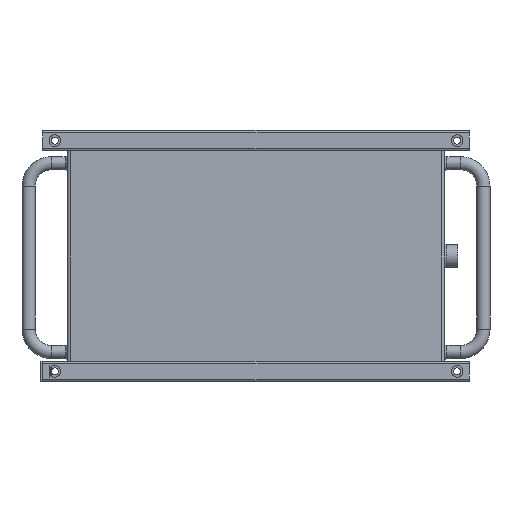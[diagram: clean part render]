
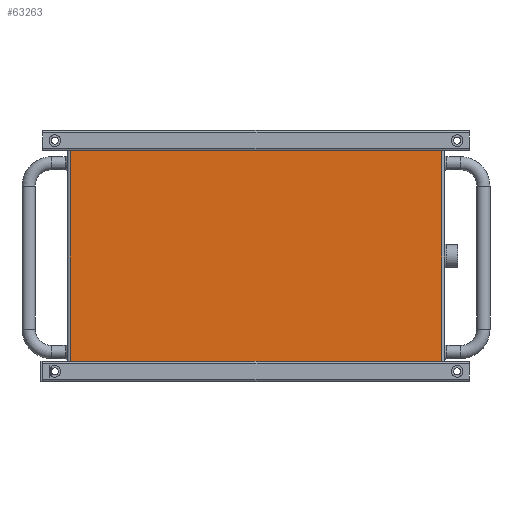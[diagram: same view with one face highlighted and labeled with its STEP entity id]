
A CAD part, front view. The second image highlights one B-rep face of the part: STEP entity #63263.
In plain terms, the highlighted planar face has unit normal (0, -1, 0).
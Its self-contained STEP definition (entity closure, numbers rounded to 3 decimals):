
#688 = VECTOR ( 'NONE', #11215, 1000. ) ;
#2117 = CARTESIAN_POINT ( 'NONE',  ( 456., 0., 0. ) ) ;
#4317 = EDGE_CURVE ( 'NONE', #6582, #50948, #42655, .T. ) ;
#6222 = CARTESIAN_POINT ( 'NONE',  ( 460., 0., -302. ) ) ;
#6510 = LINE ( 'NONE', #35771, #18310 ) ;
#6582 = VERTEX_POINT ( 'NONE', #16159 ) ;
#11215 = DIRECTION ( 'NONE',  ( 1., 0., 0. ) ) ;
#11264 = CARTESIAN_POINT ( 'NONE',  ( 456., 0., -4. ) ) ;
#12403 = LINE ( 'NONE', #6222, #688 ) ;
#12453 = DIRECTION ( 'NONE',  ( 0., 0., 1. ) ) ;
#12996 = VERTEX_POINT ( 'NONE', #22531 ) ;
#14445 = VECTOR ( 'NONE', #12453, 1000. ) ;
#15772 = ORIENTED_EDGE ( 'NONE', *, *, #45117, .T. ) ;
#16159 = CARTESIAN_POINT ( 'NONE',  ( 456., 0., -302. ) ) ;
#16459 = PLANE ( 'NONE',  #40782 ) ;
#17906 = ORIENTED_EDGE ( 'NONE', *, *, #64148, .T. ) ;
#18310 = VECTOR ( 'NONE', #40822, 1000. ) ;
#21234 = ORIENTED_EDGE ( 'NONE', *, *, #50971, .T. ) ;
#21683 = CARTESIAN_POINT ( 'NONE',  ( 0., 0., -306. ) ) ;
#22531 = CARTESIAN_POINT ( 'NONE',  ( 4., 0., -302. ) ) ;
#24047 = LINE ( 'NONE', #26428, #37403 ) ;
#26428 = CARTESIAN_POINT ( 'NONE',  ( 0., 0., -4. ) ) ;
#26746 = DIRECTION ( 'NONE',  ( 0., 0., -1. ) ) ;
#35771 = CARTESIAN_POINT ( 'NONE',  ( 4., 0., -306. ) ) ;
#37403 = VECTOR ( 'NONE', #46677, 1000. ) ;
#39361 = EDGE_LOOP ( 'NONE', ( #21234, #15772, #17906, #47682 ) ) ;
#40782 = AXIS2_PLACEMENT_3D ( 'NONE', #21683, #56887, #26746 ) ;
#40822 = DIRECTION ( 'NONE',  ( 0., 0., -1. ) ) ;
#41017 = CARTESIAN_POINT ( 'NONE',  ( 4., 0., -4. ) ) ;
#42655 = LINE ( 'NONE', #2117, #14445 ) ;
#45117 = EDGE_CURVE ( 'NONE', #54922, #12996, #6510, .T. ) ;
#46677 = DIRECTION ( 'NONE',  ( -1., 0., 0. ) ) ;
#47682 = ORIENTED_EDGE ( 'NONE', *, *, #4317, .T. ) ;
#50948 = VERTEX_POINT ( 'NONE', #11264 ) ;
#50971 = EDGE_CURVE ( 'NONE', #50948, #54922, #24047, .T. ) ;
#54922 = VERTEX_POINT ( 'NONE', #41017 ) ;
#56887 = DIRECTION ( 'NONE',  ( 0., -1., 0. ) ) ;
#59137 = FACE_OUTER_BOUND ( 'NONE', #39361, .T. ) ;
#63263 = ADVANCED_FACE ( 'NONE', ( #59137 ), #16459, .T. ) ;
#64148 = EDGE_CURVE ( 'NONE', #12996, #6582, #12403, .T. ) ;
